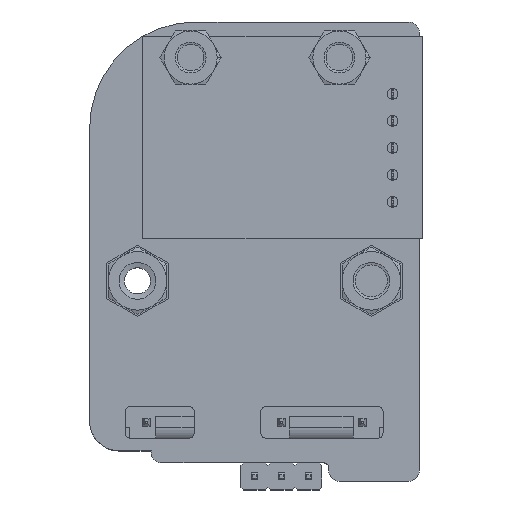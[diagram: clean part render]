
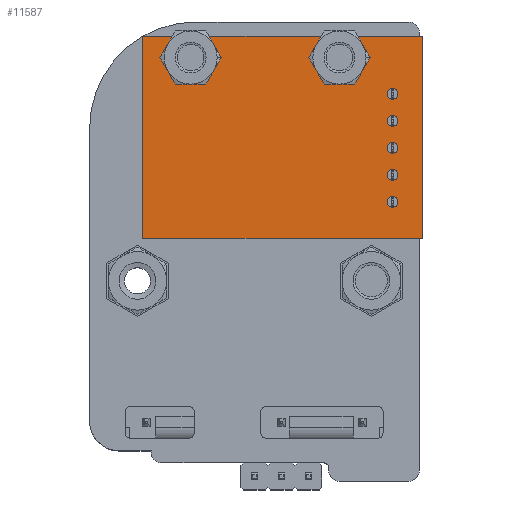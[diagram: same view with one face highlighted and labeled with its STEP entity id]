
A CAD part, top view. The second image highlights one B-rep face of the part: STEP entity #11587.
In plain terms, the highlighted planar face has unit normal (0, 0, 1).
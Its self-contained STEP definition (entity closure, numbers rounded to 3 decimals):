
#11321 = VERTEX_POINT('',#11322);
#11322 = CARTESIAN_POINT('',(-10.5,-8.5,10.6));
#11330 = VERTEX_POINT('',#11331);
#11331 = CARTESIAN_POINT('',(15.8,-8.5,10.6));
#11337 = EDGE_CURVE('',#11321,#11330,#11338,.T.);
#11338 = LINE('',#11339,#11340);
#11339 = CARTESIAN_POINT('',(-10.5,-8.5,10.6));
#11340 = VECTOR('',#11341,1.);
#11341 = DIRECTION('',(1.,0.,0.));
#11352 = VERTEX_POINT('',#11353);
#11353 = CARTESIAN_POINT('',(-10.5,10.5,10.6));
#11361 = EDGE_CURVE('',#11352,#11321,#11362,.T.);
#11362 = LINE('',#11363,#11364);
#11363 = CARTESIAN_POINT('',(-10.5,10.5,10.6));
#11364 = VECTOR('',#11365,1.);
#11365 = DIRECTION('',(0.,-1.,0.));
#11378 = VERTEX_POINT('',#11379);
#11379 = CARTESIAN_POINT('',(15.8,10.5,10.6));
#11385 = EDGE_CURVE('',#11330,#11378,#11386,.T.);
#11386 = LINE('',#11387,#11388);
#11387 = CARTESIAN_POINT('',(15.8,-8.5,10.6));
#11388 = VECTOR('',#11389,1.);
#11389 = DIRECTION('',(0.,1.,0.));
#11402 = EDGE_CURVE('',#11378,#11352,#11403,.T.);
#11403 = LINE('',#11404,#11405);
#11404 = CARTESIAN_POINT('',(15.8,10.5,10.6));
#11405 = VECTOR('',#11406,1.);
#11406 = DIRECTION('',(-1.,0.,0.));
#11416 = EDGE_CURVE('',#11417,#11417,#11419,.T.);
#11417 = VERTEX_POINT('',#11418);
#11418 = CARTESIAN_POINT('',(13.5,0.,10.6));
#11419 = CIRCLE('',#11420,0.5);
#11420 = AXIS2_PLACEMENT_3D('',#11421,#11422,#11423);
#11421 = CARTESIAN_POINT('',(13.,0.,10.6));
#11422 = DIRECTION('',(0.,0.,-1.));
#11423 = DIRECTION('',(1.,0.,0.));
#11441 = EDGE_CURVE('',#11442,#11442,#11444,.T.);
#11442 = VERTEX_POINT('',#11443);
#11443 = CARTESIAN_POINT('',(13.5,2.54,10.6));
#11444 = CIRCLE('',#11445,0.5);
#11445 = AXIS2_PLACEMENT_3D('',#11446,#11447,#11448);
#11446 = CARTESIAN_POINT('',(13.,2.54,10.6));
#11447 = DIRECTION('',(0.,0.,-1.));
#11448 = DIRECTION('',(1.,0.,0.));
#11466 = EDGE_CURVE('',#11467,#11467,#11469,.T.);
#11467 = VERTEX_POINT('',#11468);
#11468 = CARTESIAN_POINT('',(13.5,5.08,10.6));
#11469 = CIRCLE('',#11470,0.5);
#11470 = AXIS2_PLACEMENT_3D('',#11471,#11472,#11473);
#11471 = CARTESIAN_POINT('',(13.,5.08,10.6));
#11472 = DIRECTION('',(0.,0.,-1.));
#11473 = DIRECTION('',(1.,0.,0.));
#11491 = EDGE_CURVE('',#11492,#11492,#11494,.T.);
#11492 = VERTEX_POINT('',#11493);
#11493 = CARTESIAN_POINT('',(9.5,8.5,10.6));
#11494 = CIRCLE('',#11495,1.5);
#11495 = AXIS2_PLACEMENT_3D('',#11496,#11497,#11498);
#11496 = CARTESIAN_POINT('',(8.,8.5,10.6));
#11497 = DIRECTION('',(0.,0.,-1.));
#11498 = DIRECTION('',(1.,0.,0.));
#11516 = EDGE_CURVE('',#11517,#11517,#11519,.T.);
#11517 = VERTEX_POINT('',#11518);
#11518 = CARTESIAN_POINT('',(13.5,-5.08,10.6));
#11519 = CIRCLE('',#11520,0.5);
#11520 = AXIS2_PLACEMENT_3D('',#11521,#11522,#11523);
#11521 = CARTESIAN_POINT('',(13.,-5.08,10.6));
#11522 = DIRECTION('',(0.,0.,-1.));
#11523 = DIRECTION('',(1.,0.,0.));
#11541 = EDGE_CURVE('',#11542,#11542,#11544,.T.);
#11542 = VERTEX_POINT('',#11543);
#11543 = CARTESIAN_POINT('',(13.5,-2.54,10.6));
#11544 = CIRCLE('',#11545,0.5);
#11545 = AXIS2_PLACEMENT_3D('',#11546,#11547,#11548);
#11546 = CARTESIAN_POINT('',(13.,-2.54,10.6));
#11547 = DIRECTION('',(0.,0.,-1.));
#11548 = DIRECTION('',(1.,0.,0.));
#11566 = EDGE_CURVE('',#11567,#11567,#11569,.T.);
#11567 = VERTEX_POINT('',#11568);
#11568 = CARTESIAN_POINT('',(-4.5,8.5,10.6));
#11569 = CIRCLE('',#11570,1.5);
#11570 = AXIS2_PLACEMENT_3D('',#11571,#11572,#11573);
#11571 = CARTESIAN_POINT('',(-6.,8.5,10.6));
#11572 = DIRECTION('',(0.,0.,-1.));
#11573 = DIRECTION('',(1.,0.,0.));
#11587 = ADVANCED_FACE('',(#11588,#11594,#11597,#11600,#11603,#11606,
    #11609,#11612),#11615,.T.);
#11588 = FACE_BOUND('',#11589,.T.);
#11589 = EDGE_LOOP('',(#11590,#11591,#11592,#11593));
#11590 = ORIENTED_EDGE('',*,*,#11337,.T.);
#11591 = ORIENTED_EDGE('',*,*,#11385,.T.);
#11592 = ORIENTED_EDGE('',*,*,#11402,.T.);
#11593 = ORIENTED_EDGE('',*,*,#11361,.T.);
#11594 = FACE_BOUND('',#11595,.T.);
#11595 = EDGE_LOOP('',(#11596));
#11596 = ORIENTED_EDGE('',*,*,#11491,.T.);
#11597 = FACE_BOUND('',#11598,.T.);
#11598 = EDGE_LOOP('',(#11599));
#11599 = ORIENTED_EDGE('',*,*,#11566,.T.);
#11600 = FACE_BOUND('',#11601,.T.);
#11601 = EDGE_LOOP('',(#11602));
#11602 = ORIENTED_EDGE('',*,*,#11466,.T.);
#11603 = FACE_BOUND('',#11604,.T.);
#11604 = EDGE_LOOP('',(#11605));
#11605 = ORIENTED_EDGE('',*,*,#11441,.T.);
#11606 = FACE_BOUND('',#11607,.T.);
#11607 = EDGE_LOOP('',(#11608));
#11608 = ORIENTED_EDGE('',*,*,#11416,.T.);
#11609 = FACE_BOUND('',#11610,.T.);
#11610 = EDGE_LOOP('',(#11611));
#11611 = ORIENTED_EDGE('',*,*,#11541,.T.);
#11612 = FACE_BOUND('',#11613,.T.);
#11613 = EDGE_LOOP('',(#11614));
#11614 = ORIENTED_EDGE('',*,*,#11516,.T.);
#11615 = PLANE('',#11616);
#11616 = AXIS2_PLACEMENT_3D('',#11617,#11618,#11619);
#11617 = CARTESIAN_POINT('',(2.65,1.,10.6));
#11618 = DIRECTION('',(-0.,0.,1.));
#11619 = DIRECTION('',(-1.,0.,-0.));
